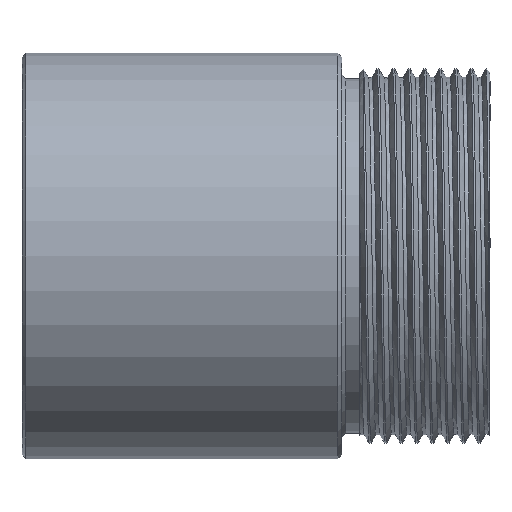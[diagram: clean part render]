
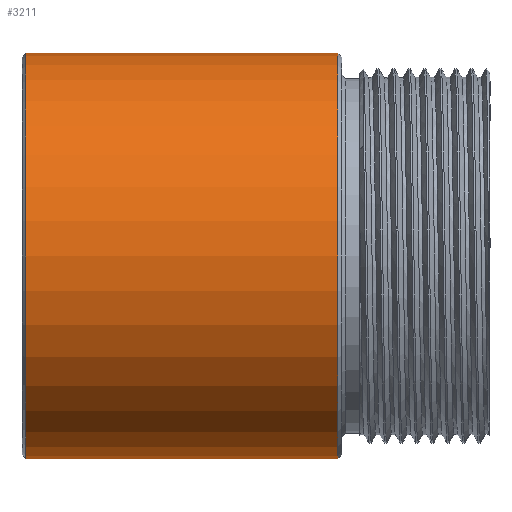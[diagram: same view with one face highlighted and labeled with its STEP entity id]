
A CAD part, front view. The second image highlights one B-rep face of the part: STEP entity #3211.
In plain terms, the highlighted cylindrical face has radius 26 mm (diameter 52 mm), a partial arc.
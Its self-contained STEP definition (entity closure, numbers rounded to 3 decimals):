
#23 = EDGE_CURVE ( 'NONE', #474, #2675, #894, .T. ) ;
#272 = CARTESIAN_POINT ( 'NONE',  ( -38.305, 0., 0. ) ) ;
#286 = VERTEX_POINT ( 'NONE', #1021 ) ;
#369 = EDGE_LOOP ( 'NONE', ( #1821, #1046, #1495, #850 ) ) ;
#474 = VERTEX_POINT ( 'NONE', #3808 ) ;
#710 = EDGE_CURVE ( 'NONE', #286, #474, #1581, .T. ) ;
#791 = LINE ( 'NONE', #2124, #2770 ) ;
#850 = ORIENTED_EDGE ( 'NONE', *, *, #2177, .T. ) ;
#894 = LINE ( 'NONE', #2627, #1720 ) ;
#1021 = CARTESIAN_POINT ( 'NONE',  ( 26.11, 0., -26. ) ) ;
#1046 = ORIENTED_EDGE ( 'NONE', *, *, #710, .T. ) ;
#1264 = DIRECTION ( 'NONE',  ( -1., 0., 0. ) ) ;
#1291 = VERTEX_POINT ( 'NONE', #1897 ) ;
#1495 = ORIENTED_EDGE ( 'NONE', *, *, #23, .T. ) ;
#1574 = AXIS2_PLACEMENT_3D ( 'NONE', #3614, #1862, #2034 ) ;
#1581 = CIRCLE ( 'NONE', #2289, 26. ) ;
#1720 = VECTOR ( 'NONE', #1264, 1000. ) ;
#1794 = DIRECTION ( 'NONE',  ( -1., 0., 0. ) ) ;
#1821 = ORIENTED_EDGE ( 'NONE', *, *, #2004, .F. ) ;
#1862 = DIRECTION ( 'NONE',  ( 1., 0., 0. ) ) ;
#1897 = CARTESIAN_POINT ( 'NONE',  ( -13.89, 0., -26. ) ) ;
#2004 = EDGE_CURVE ( 'NONE', #286, #1291, #791, .T. ) ;
#2034 = DIRECTION ( 'NONE',  ( 0., 0., -1. ) ) ;
#2124 = CARTESIAN_POINT ( 'NONE',  ( -38.305, 0., -26. ) ) ;
#2177 = EDGE_CURVE ( 'NONE', #2675, #1291, #3337, .T. ) ;
#2215 = DIRECTION ( 'NONE',  ( -1., 0., 0. ) ) ;
#2289 = AXIS2_PLACEMENT_3D ( 'NONE', #2530, #4213, #2600 ) ;
#2530 = CARTESIAN_POINT ( 'NONE',  ( 26.11, 0., 0. ) ) ;
#2600 = DIRECTION ( 'NONE',  ( 0., 0., 1. ) ) ;
#2627 = CARTESIAN_POINT ( 'NONE',  ( -38.305, 0., 26. ) ) ;
#2675 = VERTEX_POINT ( 'NONE', #2810 ) ;
#2770 = VECTOR ( 'NONE', #1794, 1000. ) ;
#2810 = CARTESIAN_POINT ( 'NONE',  ( -13.89, 0., 26. ) ) ;
#2878 = CYLINDRICAL_SURFACE ( 'NONE', #3471, 26. ) ;
#3211 = ADVANCED_FACE ( 'NONE', ( #3613 ), #2878, .T. ) ;
#3337 = CIRCLE ( 'NONE', #1574, 26. ) ;
#3471 = AXIS2_PLACEMENT_3D ( 'NONE', #272, #2215, #3589 ) ;
#3589 = DIRECTION ( 'NONE',  ( 0., 0., 1. ) ) ;
#3613 = FACE_OUTER_BOUND ( 'NONE', #369, .T. ) ;
#3614 = CARTESIAN_POINT ( 'NONE',  ( -13.89, 0., 0. ) ) ;
#3808 = CARTESIAN_POINT ( 'NONE',  ( 26.11, 0., 26. ) ) ;
#4213 = DIRECTION ( 'NONE',  ( -1., 0., 0. ) ) ;
